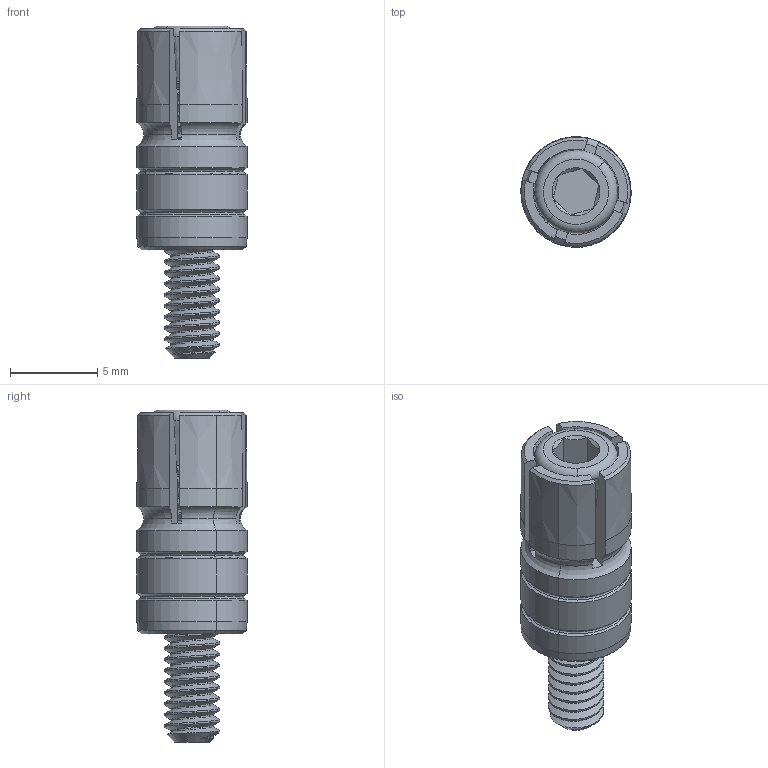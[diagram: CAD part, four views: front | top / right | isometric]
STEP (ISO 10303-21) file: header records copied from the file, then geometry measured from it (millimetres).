
FILE_DESCRIPTION (( 'STEP AP214' ), '1' );
FILE_NAME ('31630.STEP', '2023-07-05T20:38:47', ( '' ), ( '' ), 'SwSTEP 2.0', 'SolidWorks 2021', '' );
FILE_SCHEMA (( 'AUTOMOTIVE_DESIGN' ));
Length unit declared in the file: inch
Products named in the file (3): 31731S_31731S; 31630; 317301_316301
Assembly tree (2 placements, depth 2):
  31630
    31731S_31731S
    317301_316301
Bounding box: 6.33 x 6.33 x 19.05 mm (x, y, z)
Volume: 373.7 mm3; surface area: 780.2 mm2
Topology: 2 solids, 2 shells, 203 faces, 546 edges, 348 vertices
Faces by surface type: cylinder 115, cone 41, plane 27, torus 18, bspline 2
Entity records: 9336 total; most frequent: CARTESIAN_POINT 4724, ORIENTED_EDGE 1092, DIRECTION 822, EDGE_CURVE 546, VERTEX_POINT 348, AXIS2_PLACEMENT_3D 323, EDGE_LOOP 206, ADVANCED_FACE 203
